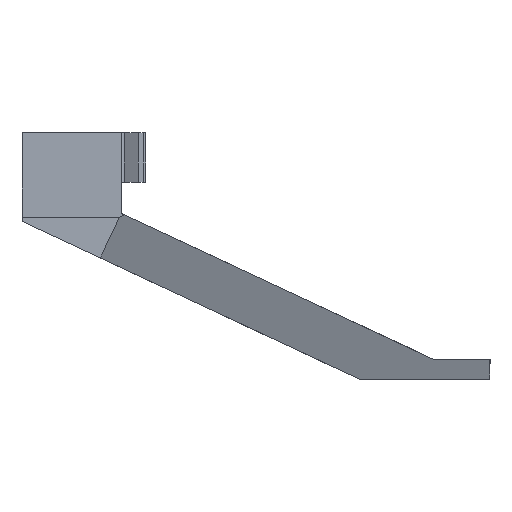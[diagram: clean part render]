
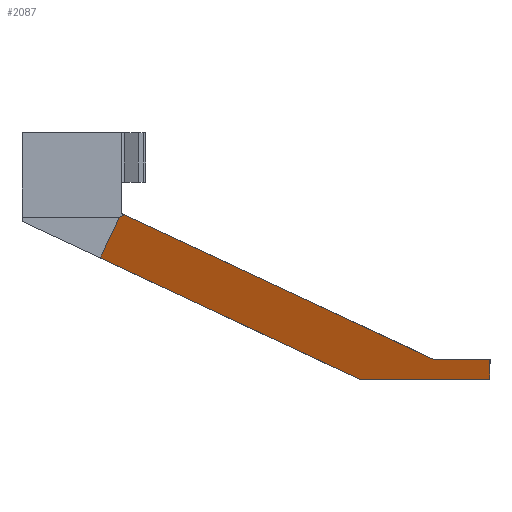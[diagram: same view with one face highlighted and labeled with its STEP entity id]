
A CAD part, front view. The second image highlights one B-rep face of the part: STEP entity #2087.
In plain terms, the highlighted planar face has unit normal (0.729, -0.595, -0.34).
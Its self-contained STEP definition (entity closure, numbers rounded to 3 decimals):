
#293=ORIENTED_EDGE('',*,*,#806,.T.);
#294=ORIENTED_EDGE('',*,*,#810,.T.);
#295=ORIENTED_EDGE('',*,*,#822,.T.);
#296=ORIENTED_EDGE('',*,*,#775,.T.);
#297=ORIENTED_EDGE('',*,*,#828,.F.);
#298=ORIENTED_EDGE('',*,*,#825,.T.);
#299=ORIENTED_EDGE('',*,*,#857,.F.);
#775=EDGE_CURVE('',#1061,#1068,#1270,.T.);
#806=EDGE_CURVE('',#1099,#1100,#1291,.T.);
#810=EDGE_CURVE('',#1100,#1103,#1295,.T.);
#822=EDGE_CURVE('',#1103,#1061,#1301,.T.);
#825=EDGE_CURVE('',#1115,#1114,#1304,.T.);
#828=EDGE_CURVE('',#1115,#1068,#1307,.T.);
#857=EDGE_CURVE('',#1099,#1114,#1336,.T.);
#1061=VERTEX_POINT('',#3058);
#1068=VERTEX_POINT('',#3072);
#1099=VERTEX_POINT('',#3136);
#1100=VERTEX_POINT('',#3137);
#1103=VERTEX_POINT('',#3145);
#1114=VERTEX_POINT('',#3172);
#1115=VERTEX_POINT('',#3174);
#1270=LINE('',#3073,#1531);
#1291=LINE('',#3135,#1552);
#1295=LINE('',#3144,#1556);
#1301=LINE('',#3167,#1562);
#1304=LINE('',#3173,#1565);
#1307=LINE('',#3179,#1568);
#1336=LINE('',#3236,#1597);
#1531=VECTOR('',#2450,1000.);
#1552=VECTOR('',#2493,1000.);
#1556=VECTOR('',#2499,1000.);
#1562=VECTOR('',#2519,1000.);
#1565=VECTOR('',#2524,1000.);
#1568=VECTOR('',#2529,1000.);
#1597=VECTOR('',#2566,1000.);
#1750=EDGE_LOOP('',(#293,#294,#295,#296,#297,#298,#299));
#1889=FACE_BOUND('',#1750,.T.);
#2002=PLANE('',#2233);
#2087=ADVANCED_FACE('',(#1889),#2002,.T.);
#2233=AXIS2_PLACEMENT_3D('',#3239,#2570,#2571);
#2450=DIRECTION('',(-0.539,-0.804,0.252));
#2493=DIRECTION('',(0.632,0.775,0.));
#2499=DIRECTION('',(0.,-0.497,0.868));
#2519=DIRECTION('',(-0.632,-0.775,0.));
#2524=DIRECTION('',(-0.423,0.,-0.906));
#2529=DIRECTION('',(0.676,0.705,0.216));
#2566=DIRECTION('',(-0.539,-0.804,0.252));
#2570=DIRECTION('',(0.728,-0.595,-0.34));
#2571=DIRECTION('',(0.632,0.775,0.));
#3058=CARTESIAN_POINT('',(-11.417,-55.275,4.));
#3072=CARTESIAN_POINT('',(-74.084,-148.798,33.268));
#3073=CARTESIAN_POINT('',(-52.448,-116.508,23.163));
#3135=CARTESIAN_POINT('',(-64.965,-118.59,0.));
#3136=CARTESIAN_POINT('',(-26.484,-71.445,0.));
#3137=CARTESIAN_POINT('',(0.,-39.,0.));
#3144=CARTESIAN_POINT('',(0.,-66.377,47.847));
#3145=CARTESIAN_POINT('',(0.,-41.289,4.));
#3167=CARTESIAN_POINT('',(-53.254,-106.531,4.));
#3172=CARTESIAN_POINT('',(-79.122,-150.,24.584));
#3173=CARTESIAN_POINT('',(-33.859,-150.,121.498));
#3174=CARTESIAN_POINT('',(-75.238,-150.,32.9));
#3179=CARTESIAN_POINT('',(-29.76,-102.598,47.429));
#3236=CARTESIAN_POINT('',(-4.742,-39.,-10.154));
#3239=CARTESIAN_POINT('',(40.52,-39.,86.76));
